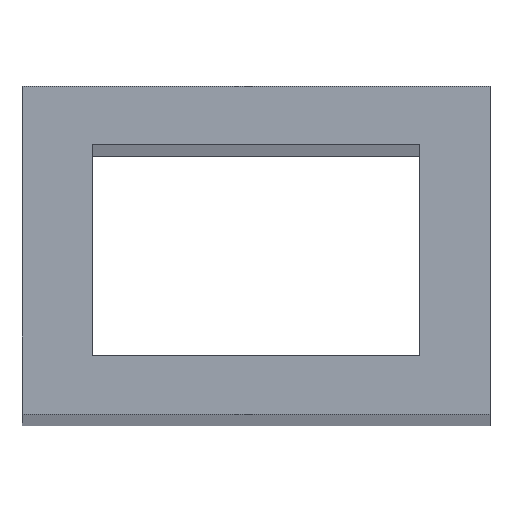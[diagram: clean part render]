
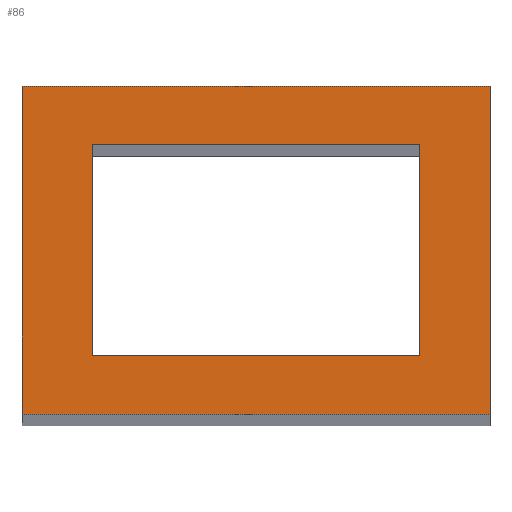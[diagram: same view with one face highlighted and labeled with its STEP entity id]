
A CAD part, top view. The second image highlights one B-rep face of the part: STEP entity #86.
In plain terms, the highlighted planar face has unit normal (0, 0, 1).
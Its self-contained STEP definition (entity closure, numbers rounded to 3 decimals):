
#6 = CARTESIAN_POINT ( 'NONE',  ( -5., -3.502, 0. ) ) ;
#7 = DIRECTION ( 'NONE',  ( 0., -1., 0. ) ) ;
#22 = VECTOR ( 'NONE', #72, 1000. ) ;
#29 = ORIENTED_EDGE ( 'NONE', *, *, #205, .F. ) ;
#34 = CARTESIAN_POINT ( 'NONE',  ( 3.5, -2.252, 0. ) ) ;
#35 = CARTESIAN_POINT ( 'NONE',  ( -5., 3.502, 0. ) ) ;
#45 = CARTESIAN_POINT ( 'NONE',  ( -3.5, -2.252, 0. ) ) ;
#46 = EDGE_CURVE ( 'NONE', #197, #362, #313, .T. ) ;
#52 = ORIENTED_EDGE ( 'NONE', *, *, #360, .F. ) ;
#54 = LINE ( 'NONE', #208, #167 ) ;
#56 = CARTESIAN_POINT ( 'NONE',  ( 5., 3.502, 0. ) ) ;
#58 = VERTEX_POINT ( 'NONE', #315 ) ;
#64 = CARTESIAN_POINT ( 'NONE',  ( 3.5, -2.252, 0. ) ) ;
#72 = DIRECTION ( 'NONE',  ( 1., 0., 0. ) ) ;
#82 = LINE ( 'NONE', #56, #84 ) ;
#84 = VECTOR ( 'NONE', #272, 1000. ) ;
#86 = ADVANCED_FACE ( 'NONE', ( #108, #334 ), #149, .T. ) ;
#95 = CARTESIAN_POINT ( 'NONE',  ( -3.5, 2.252, 0. ) ) ;
#101 = LINE ( 'NONE', #300, #118 ) ;
#108 = FACE_BOUND ( 'NONE', #110, .T. ) ;
#110 = EDGE_LOOP ( 'NONE', ( #254, #140, #29, #52 ) ) ;
#114 = EDGE_CURVE ( 'NONE', #58, #145, #82, .T. ) ;
#118 = VECTOR ( 'NONE', #207, 1000. ) ;
#130 = EDGE_CURVE ( 'NONE', #248, #359, #54, .T. ) ;
#135 = CARTESIAN_POINT ( 'NONE',  ( 3.5, -2.252, 0. ) ) ;
#140 = ORIENTED_EDGE ( 'NONE', *, *, #225, .F. ) ;
#145 = VERTEX_POINT ( 'NONE', #35 ) ;
#147 = VECTOR ( 'NONE', #209, 1000. ) ;
#149 = PLANE ( 'NONE',  #261 ) ;
#161 = VECTOR ( 'NONE', #278, 1000. ) ;
#167 = VECTOR ( 'NONE', #7, 1000. ) ;
#180 = ORIENTED_EDGE ( 'NONE', *, *, #114, .T. ) ;
#181 = DIRECTION ( 'NONE',  ( 1., 0., 0. ) ) ;
#184 = LINE ( 'NONE', #187, #365 ) ;
#187 = CARTESIAN_POINT ( 'NONE',  ( 3.5, 2.252, 0. ) ) ;
#197 = VERTEX_POINT ( 'NONE', #6 ) ;
#200 = LINE ( 'NONE', #135, #22 ) ;
#205 = EDGE_CURVE ( 'NONE', #228, #214, #210, .T. ) ;
#207 = DIRECTION ( 'NONE',  ( 0., -1., 0. ) ) ;
#208 = CARTESIAN_POINT ( 'NONE',  ( -3.5, -2.252, 0. ) ) ;
#209 = DIRECTION ( 'NONE',  ( 0., 1., 0. ) ) ;
#210 = LINE ( 'NONE', #34, #147 ) ;
#214 = VERTEX_POINT ( 'NONE', #322 ) ;
#225 = EDGE_CURVE ( 'NONE', #214, #248, #184, .T. ) ;
#228 = VERTEX_POINT ( 'NONE', #64 ) ;
#231 = LINE ( 'NONE', #276, #161 ) ;
#232 = ORIENTED_EDGE ( 'NONE', *, *, #328, .T. ) ;
#233 = CARTESIAN_POINT ( 'NONE',  ( 0., 0., 0. ) ) ;
#248 = VERTEX_POINT ( 'NONE', #95 ) ;
#250 = EDGE_CURVE ( 'NONE', #145, #197, #101, .T. ) ;
#254 = ORIENTED_EDGE ( 'NONE', *, *, #130, .F. ) ;
#261 = AXIS2_PLACEMENT_3D ( 'NONE', #233, #340, #181 ) ;
#266 = DIRECTION ( 'NONE',  ( 1., 0., 0. ) ) ;
#269 = CARTESIAN_POINT ( 'NONE',  ( 5., -3.502, 0. ) ) ;
#272 = DIRECTION ( 'NONE',  ( -1., 0., 0. ) ) ;
#276 = CARTESIAN_POINT ( 'NONE',  ( 5., -3.502, 0. ) ) ;
#278 = DIRECTION ( 'NONE',  ( 0., 1., 0. ) ) ;
#280 = ORIENTED_EDGE ( 'NONE', *, *, #250, .T. ) ;
#300 = CARTESIAN_POINT ( 'NONE',  ( -5., -3.502, 0. ) ) ;
#313 = LINE ( 'NONE', #269, #337 ) ;
#315 = CARTESIAN_POINT ( 'NONE',  ( 5., 3.502, 0. ) ) ;
#317 = ORIENTED_EDGE ( 'NONE', *, *, #46, .T. ) ;
#320 = DIRECTION ( 'NONE',  ( -1., 0., 0. ) ) ;
#322 = CARTESIAN_POINT ( 'NONE',  ( 3.5, 2.252, 0. ) ) ;
#327 = CARTESIAN_POINT ( 'NONE',  ( 5., -3.502, 0. ) ) ;
#328 = EDGE_CURVE ( 'NONE', #362, #58, #231, .T. ) ;
#334 = FACE_OUTER_BOUND ( 'NONE', #373, .T. ) ;
#337 = VECTOR ( 'NONE', #266, 1000. ) ;
#340 = DIRECTION ( 'NONE',  ( 0., 0., 1. ) ) ;
#359 = VERTEX_POINT ( 'NONE', #45 ) ;
#360 = EDGE_CURVE ( 'NONE', #359, #228, #200, .T. ) ;
#362 = VERTEX_POINT ( 'NONE', #327 ) ;
#365 = VECTOR ( 'NONE', #320, 1000. ) ;
#373 = EDGE_LOOP ( 'NONE', ( #280, #317, #232, #180 ) ) ;
